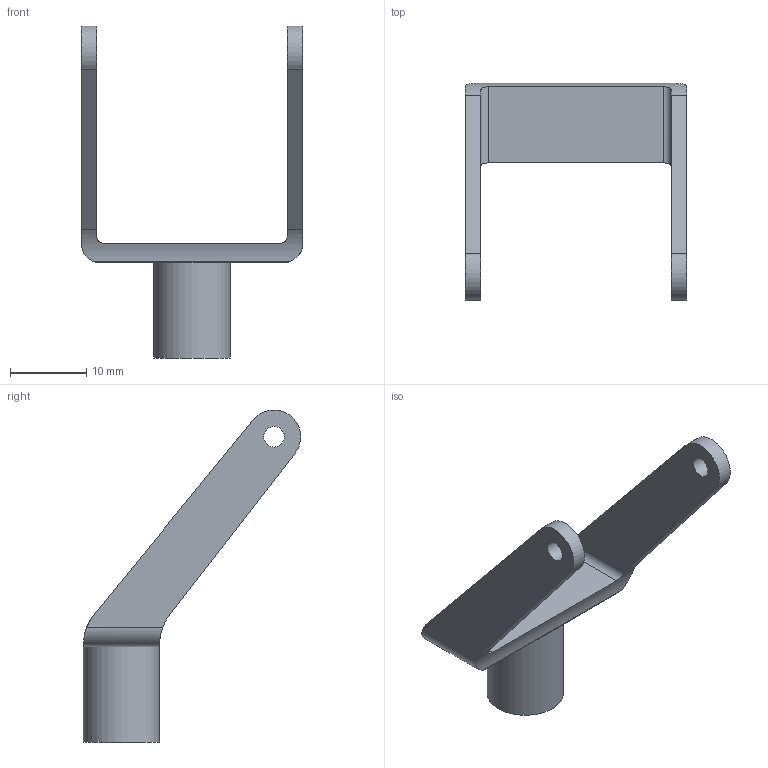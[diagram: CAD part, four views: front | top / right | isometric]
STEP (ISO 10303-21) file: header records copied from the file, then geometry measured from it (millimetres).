
FILE_DESCRIPTION(/* description */ (''),/* implementation_level */ '2;1');
FILE_NAME(/* name */ 'cross_laser_mount.step',/* time_stamp */ '2021-11-13T00:43:31+01:00',/* author */ (''),/* organization */ (''),/* preprocessor_version */ 'ST-DEVELOPER v18.1',/* originating_system */ 'Autodesk Translation Framework v10.10.0.1391',/* authorisation */ '');
FILE_SCHEMA (('AUTOMOTIVE_DESIGN { 1 0 10303 214 3 1 1 }'));
Length unit declared in the file: millimetre
Products named in the file (1): Laser mount
Bounding box: 29 x 28.5 x 43.5 mm (x, y, z)
Volume: 2585 mm3; surface area: 2530.3 mm2
Topology: 1 solids, 1 shells, 27 faces, 70 edges, 46 vertices
Faces by surface type: plane 15, cylinder 12
Full cylindrical faces by diameter (mm): 2.7 x2, 4 x1, 10 x1
Entity records: 931 total; most frequent: CARTESIAN_POINT 216, DIRECTION 144, ORIENTED_EDGE 140, EDGE_CURVE 70, AXIS2_PLACEMENT_3D 54, VERTEX_POINT 46, LINE 36, VECTOR 36
